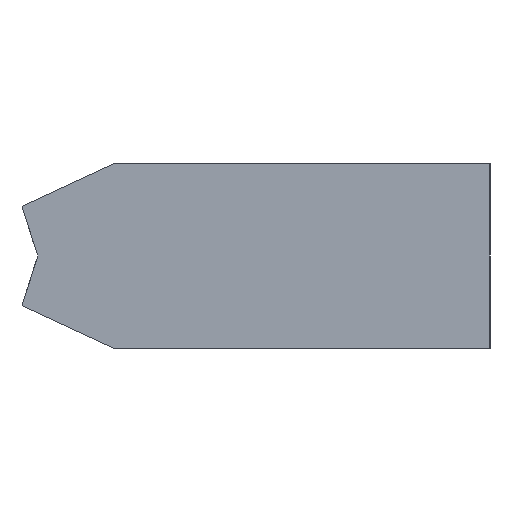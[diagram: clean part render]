
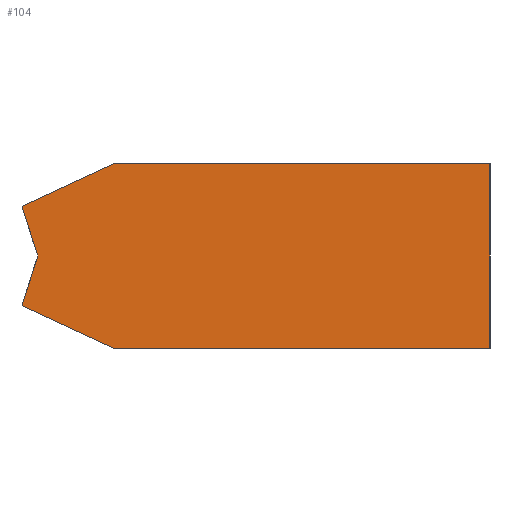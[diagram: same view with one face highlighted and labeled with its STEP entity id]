
A CAD part, left-side view. The second image highlights one B-rep face of the part: STEP entity #104.
In plain terms, the highlighted planar face has unit normal (-1, 0, 0).
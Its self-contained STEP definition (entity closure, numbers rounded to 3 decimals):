
#104 = ADVANCED_FACE( '', ( #259 ), #260, .F. );
#259 = FACE_OUTER_BOUND( '', #498, .T. );
#260 = PLANE( '', #499 );
#498 = EDGE_LOOP( '', ( #763, #764, #765, #766, #767, #768, #769 ) );
#499 = AXIS2_PLACEMENT_3D( '', #770, #771, #772 );
#763 = ORIENTED_EDGE( '', *, *, #1117, .F. );
#764 = ORIENTED_EDGE( '', *, *, #1118, .F. );
#765 = ORIENTED_EDGE( '', *, *, #1119, .F. );
#766 = ORIENTED_EDGE( '', *, *, #1120, .F. );
#767 = ORIENTED_EDGE( '', *, *, #1121, .F. );
#768 = ORIENTED_EDGE( '', *, *, #1122, .F. );
#769 = ORIENTED_EDGE( '', *, *, #1094, .F. );
#770 = CARTESIAN_POINT( '', ( 0., 0., 0. ) );
#771 = DIRECTION( '', ( 1., 0., 0. ) );
#772 = DIRECTION( '', ( 0., 0., -1. ) );
#1094 = EDGE_CURVE( '', #1254, #1255, #1256, .T. );
#1117 = EDGE_CURVE( '', #1293, #1254, #1294, .T. );
#1118 = EDGE_CURVE( '', #1295, #1293, #1296, .T. );
#1119 = EDGE_CURVE( '', #1297, #1295, #1298, .T. );
#1120 = EDGE_CURVE( '', #1299, #1297, #1300, .T. );
#1121 = EDGE_CURVE( '', #1301, #1299, #1302, .T. );
#1122 = EDGE_CURVE( '', #1255, #1301, #1303, .T. );
#1254 = VERTEX_POINT( '', #1478 );
#1255 = VERTEX_POINT( '', #1479 );
#1256 = LINE( '', #1480, #1481 );
#1293 = VERTEX_POINT( '', #1521 );
#1294 = LINE( '', #1522, #1523 );
#1295 = VERTEX_POINT( '', #1524 );
#1296 = LINE( '', #1525, #1526 );
#1297 = VERTEX_POINT( '', #1527 );
#1298 = LINE( '', #1528, #1529 );
#1299 = VERTEX_POINT( '', #1530 );
#1300 = LINE( '', #1531, #1532 );
#1301 = VERTEX_POINT( '', #1533 );
#1302 = LINE( '', #1534, #1535 );
#1303 = LINE( '', #1536, #1537 );
#1478 = CARTESIAN_POINT( '', ( 0., 0., 10. ) );
#1479 = CARTESIAN_POINT( '', ( 0., 0., -10. ) );
#1480 = CARTESIAN_POINT( '', ( 0., 0., 10. ) );
#1481 = VECTOR( '', #1736, 1000. );
#1521 = CARTESIAN_POINT( '', ( 0., 40.862, 10. ) );
#1522 = CARTESIAN_POINT( '', ( 0., 40.862, 10. ) );
#1523 = VECTOR( '', #1776, 1000. );
#1524 = CARTESIAN_POINT( '', ( 0., 50.727, 5.4 ) );
#1525 = CARTESIAN_POINT( '', ( 0., 50.727, 5.4 ) );
#1526 = VECTOR( '', #1777, 1000. );
#1527 = CARTESIAN_POINT( '', ( 0., 49.024, 0. ) );
#1528 = CARTESIAN_POINT( '', ( 0., 49.024, 0. ) );
#1529 = VECTOR( '', #1778, 1000. );
#1530 = CARTESIAN_POINT( '', ( 0., 50.727, -5.4 ) );
#1531 = CARTESIAN_POINT( '', ( 0., 50.727, -5.4 ) );
#1532 = VECTOR( '', #1779, 1000. );
#1533 = CARTESIAN_POINT( '', ( 0., 40.862, -10. ) );
#1534 = CARTESIAN_POINT( '', ( 0., 40.862, -10. ) );
#1535 = VECTOR( '', #1780, 1000. );
#1536 = CARTESIAN_POINT( '', ( 0., 0., -10. ) );
#1537 = VECTOR( '', #1781, 1000. );
#1736 = DIRECTION( '', ( 0., 0., -1. ) );
#1776 = DIRECTION( '', ( 0., -1., 0. ) );
#1777 = DIRECTION( '', ( 0., -0.906, 0.423 ) );
#1778 = DIRECTION( '', ( 0., 0.301, 0.954 ) );
#1779 = DIRECTION( '', ( 0., -0.301, 0.954 ) );
#1780 = DIRECTION( '', ( 0., 0.906, 0.423 ) );
#1781 = DIRECTION( '', ( 0., 1., 0. ) );
